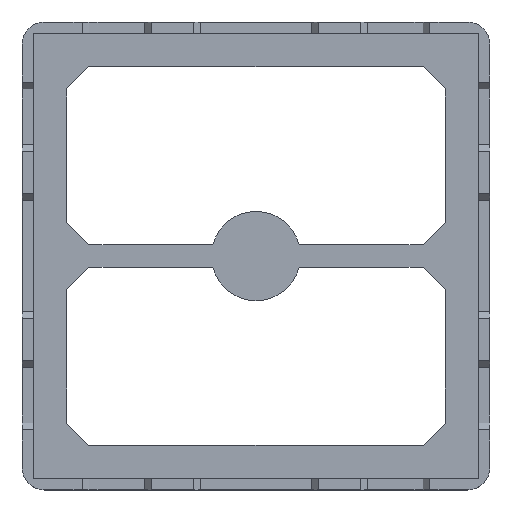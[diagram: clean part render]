
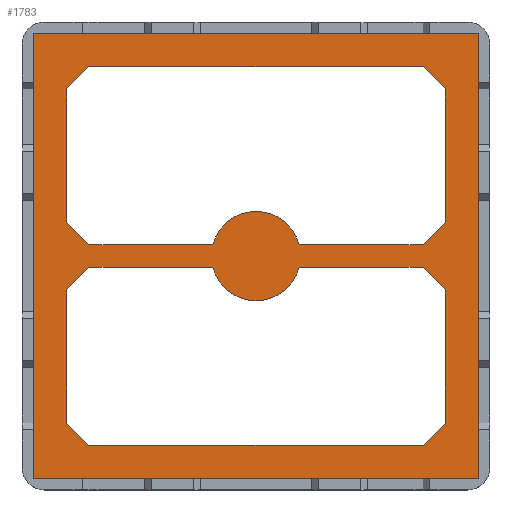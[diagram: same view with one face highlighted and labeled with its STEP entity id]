
A CAD part, top view. The second image highlights one B-rep face of the part: STEP entity #1783.
In plain terms, the highlighted planar face has unit normal (0, 0, 1).
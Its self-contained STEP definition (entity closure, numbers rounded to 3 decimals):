
#803 = VERTEX_POINT('',#804);
#804 = CARTESIAN_POINT('',(-10.,10.,0.5));
#810 = EDGE_CURVE('',#803,#811,#813,.T.);
#811 = VERTEX_POINT('',#812);
#812 = CARTESIAN_POINT('',(10.,10.,0.5));
#813 = LINE('',#814,#815);
#814 = CARTESIAN_POINT('',(-10.,10.,0.5));
#815 = VECTOR('',#816,1.);
#816 = DIRECTION('',(1.,0.,0.));
#852 = EDGE_CURVE('',#811,#853,#855,.T.);
#853 = VERTEX_POINT('',#854);
#854 = CARTESIAN_POINT('',(10.,-10.,0.5));
#855 = LINE('',#856,#857);
#856 = CARTESIAN_POINT('',(10.,10.,0.5));
#857 = VECTOR('',#858,1.);
#858 = DIRECTION('',(0.,-1.,0.));
#1637 = VERTEX_POINT('',#1638);
#1638 = CARTESIAN_POINT('',(-10.,-10.,0.5));
#1644 = EDGE_CURVE('',#1637,#803,#1645,.T.);
#1645 = LINE('',#1646,#1647);
#1646 = CARTESIAN_POINT('',(-10.,-10.,0.5));
#1647 = VECTOR('',#1648,1.);
#1648 = DIRECTION('',(0.,1.,0.));
#1783 = ADVANCED_FACE('',(#1784,#1795,#1878),#1961,.F.);
#1784 = FACE_BOUND('',#1785,.F.);
#1785 = EDGE_LOOP('',(#1786,#1787,#1788,#1794));
#1786 = ORIENTED_EDGE('',*,*,#810,.T.);
#1787 = ORIENTED_EDGE('',*,*,#852,.T.);
#1788 = ORIENTED_EDGE('',*,*,#1789,.T.);
#1789 = EDGE_CURVE('',#853,#1637,#1790,.T.);
#1790 = LINE('',#1791,#1792);
#1791 = CARTESIAN_POINT('',(10.,-10.,0.5));
#1792 = VECTOR('',#1793,1.);
#1793 = DIRECTION('',(-1.,0.,0.));
#1794 = ORIENTED_EDGE('',*,*,#1644,.T.);
#1795 = FACE_BOUND('',#1796,.F.);
#1796 = EDGE_LOOP('',(#1797,#1807,#1815,#1823,#1831,#1839,#1847,#1856,
    #1864,#1872));
#1797 = ORIENTED_EDGE('',*,*,#1798,.F.);
#1798 = EDGE_CURVE('',#1799,#1801,#1803,.T.);
#1799 = VERTEX_POINT('',#1800);
#1800 = CARTESIAN_POINT('',(-7.5,-8.5,0.5));
#1801 = VERTEX_POINT('',#1802);
#1802 = CARTESIAN_POINT('',(-8.5,-7.5,0.5));
#1803 = LINE('',#1804,#1805);
#1804 = CARTESIAN_POINT('',(-8.25,-7.75,0.5));
#1805 = VECTOR('',#1806,1.);
#1806 = DIRECTION('',(-0.707,0.707,0.));
#1807 = ORIENTED_EDGE('',*,*,#1808,.F.);
#1808 = EDGE_CURVE('',#1809,#1799,#1811,.T.);
#1809 = VERTEX_POINT('',#1810);
#1810 = CARTESIAN_POINT('',(7.5,-8.5,0.5));
#1811 = LINE('',#1812,#1813);
#1812 = CARTESIAN_POINT('',(-3.75,-8.5,0.5));
#1813 = VECTOR('',#1814,1.);
#1814 = DIRECTION('',(-1.,0.,0.));
#1815 = ORIENTED_EDGE('',*,*,#1816,.F.);
#1816 = EDGE_CURVE('',#1817,#1809,#1819,.T.);
#1817 = VERTEX_POINT('',#1818);
#1818 = CARTESIAN_POINT('',(8.5,-7.5,0.5));
#1819 = LINE('',#1820,#1821);
#1820 = CARTESIAN_POINT('',(7.75,-8.25,0.5));
#1821 = VECTOR('',#1822,1.);
#1822 = DIRECTION('',(-0.707,-0.707,0.));
#1823 = ORIENTED_EDGE('',*,*,#1824,.F.);
#1824 = EDGE_CURVE('',#1825,#1817,#1827,.T.);
#1825 = VERTEX_POINT('',#1826);
#1826 = CARTESIAN_POINT('',(8.5,-1.5,0.5));
#1827 = LINE('',#1828,#1829);
#1828 = CARTESIAN_POINT('',(8.5,-3.75,0.5));
#1829 = VECTOR('',#1830,1.);
#1830 = DIRECTION('',(0.,-1.,0.));
#1831 = ORIENTED_EDGE('',*,*,#1832,.F.);
#1832 = EDGE_CURVE('',#1833,#1825,#1835,.T.);
#1833 = VERTEX_POINT('',#1834);
#1834 = CARTESIAN_POINT('',(7.5,-0.5,0.5));
#1835 = LINE('',#1836,#1837);
#1836 = CARTESIAN_POINT('',(6.,1.,0.5));
#1837 = VECTOR('',#1838,1.);
#1838 = DIRECTION('',(0.707,-0.707,0.));
#1839 = ORIENTED_EDGE('',*,*,#1840,.F.);
#1840 = EDGE_CURVE('',#1841,#1833,#1843,.T.);
#1841 = VERTEX_POINT('',#1842);
#1842 = CARTESIAN_POINT('',(1.936,-0.5,0.5));
#1843 = LINE('',#1844,#1845);
#1844 = CARTESIAN_POINT('',(3.75,-0.5,0.5));
#1845 = VECTOR('',#1846,1.);
#1846 = DIRECTION('',(1.,0.,0.));
#1847 = ORIENTED_EDGE('',*,*,#1848,.T.);
#1848 = EDGE_CURVE('',#1841,#1849,#1851,.T.);
#1849 = VERTEX_POINT('',#1850);
#1850 = CARTESIAN_POINT('',(-1.936,-0.5,0.5));
#1851 = CIRCLE('',#1852,2.);
#1852 = AXIS2_PLACEMENT_3D('',#1853,#1854,#1855);
#1853 = CARTESIAN_POINT('',(0.,0.,0.5));
#1854 = DIRECTION('',(0.,0.,-1.));
#1855 = DIRECTION('',(1.,0.,0.));
#1856 = ORIENTED_EDGE('',*,*,#1857,.T.);
#1857 = EDGE_CURVE('',#1849,#1858,#1860,.T.);
#1858 = VERTEX_POINT('',#1859);
#1859 = CARTESIAN_POINT('',(-7.5,-0.5,0.5));
#1860 = LINE('',#1861,#1862);
#1861 = CARTESIAN_POINT('',(-3.75,-0.5,0.5));
#1862 = VECTOR('',#1863,1.);
#1863 = DIRECTION('',(-1.,0.,0.));
#1864 = ORIENTED_EDGE('',*,*,#1865,.T.);
#1865 = EDGE_CURVE('',#1858,#1866,#1868,.T.);
#1866 = VERTEX_POINT('',#1867);
#1867 = CARTESIAN_POINT('',(-8.5,-1.5,0.5));
#1868 = LINE('',#1869,#1870);
#1869 = CARTESIAN_POINT('',(-6.,1.,0.5));
#1870 = VECTOR('',#1871,1.);
#1871 = DIRECTION('',(-0.707,-0.707,0.));
#1872 = ORIENTED_EDGE('',*,*,#1873,.T.);
#1873 = EDGE_CURVE('',#1866,#1801,#1874,.T.);
#1874 = LINE('',#1875,#1876);
#1875 = CARTESIAN_POINT('',(-8.5,-3.75,0.5));
#1876 = VECTOR('',#1877,1.);
#1877 = DIRECTION('',(0.,-1.,0.));
#1878 = FACE_BOUND('',#1879,.F.);
#1879 = EDGE_LOOP('',(#1880,#1890,#1898,#1906,#1915,#1923,#1931,#1939,
    #1947,#1955));
#1880 = ORIENTED_EDGE('',*,*,#1881,.F.);
#1881 = EDGE_CURVE('',#1882,#1884,#1886,.T.);
#1882 = VERTEX_POINT('',#1883);
#1883 = CARTESIAN_POINT('',(-8.5,1.5,0.5));
#1884 = VERTEX_POINT('',#1885);
#1885 = CARTESIAN_POINT('',(-8.5,7.5,0.5));
#1886 = LINE('',#1887,#1888);
#1887 = CARTESIAN_POINT('',(-8.5,3.75,0.5));
#1888 = VECTOR('',#1889,1.);
#1889 = DIRECTION('',(0.,1.,0.));
#1890 = ORIENTED_EDGE('',*,*,#1891,.F.);
#1891 = EDGE_CURVE('',#1892,#1882,#1894,.T.);
#1892 = VERTEX_POINT('',#1893);
#1893 = CARTESIAN_POINT('',(-7.5,0.5,0.5));
#1894 = LINE('',#1895,#1896);
#1895 = CARTESIAN_POINT('',(-6.,-1.,0.5));
#1896 = VECTOR('',#1897,1.);
#1897 = DIRECTION('',(-0.707,0.707,0.));
#1898 = ORIENTED_EDGE('',*,*,#1899,.F.);
#1899 = EDGE_CURVE('',#1900,#1892,#1902,.T.);
#1900 = VERTEX_POINT('',#1901);
#1901 = CARTESIAN_POINT('',(-1.936,0.5,0.5));
#1902 = LINE('',#1903,#1904);
#1903 = CARTESIAN_POINT('',(-3.75,0.5,0.5));
#1904 = VECTOR('',#1905,1.);
#1905 = DIRECTION('',(-1.,0.,0.));
#1906 = ORIENTED_EDGE('',*,*,#1907,.T.);
#1907 = EDGE_CURVE('',#1900,#1908,#1910,.T.);
#1908 = VERTEX_POINT('',#1909);
#1909 = CARTESIAN_POINT('',(1.936,0.5,0.5));
#1910 = CIRCLE('',#1911,2.);
#1911 = AXIS2_PLACEMENT_3D('',#1912,#1913,#1914);
#1912 = CARTESIAN_POINT('',(0.,0.,0.5));
#1913 = DIRECTION('',(0.,0.,-1.));
#1914 = DIRECTION('',(1.,0.,0.));
#1915 = ORIENTED_EDGE('',*,*,#1916,.T.);
#1916 = EDGE_CURVE('',#1908,#1917,#1919,.T.);
#1917 = VERTEX_POINT('',#1918);
#1918 = CARTESIAN_POINT('',(7.5,0.5,0.5));
#1919 = LINE('',#1920,#1921);
#1920 = CARTESIAN_POINT('',(3.75,0.5,0.5));
#1921 = VECTOR('',#1922,1.);
#1922 = DIRECTION('',(1.,0.,0.));
#1923 = ORIENTED_EDGE('',*,*,#1924,.T.);
#1924 = EDGE_CURVE('',#1917,#1925,#1927,.T.);
#1925 = VERTEX_POINT('',#1926);
#1926 = CARTESIAN_POINT('',(8.5,1.5,0.5));
#1927 = LINE('',#1928,#1929);
#1928 = CARTESIAN_POINT('',(6.,-1.,0.5));
#1929 = VECTOR('',#1930,1.);
#1930 = DIRECTION('',(0.707,0.707,0.));
#1931 = ORIENTED_EDGE('',*,*,#1932,.T.);
#1932 = EDGE_CURVE('',#1925,#1933,#1935,.T.);
#1933 = VERTEX_POINT('',#1934);
#1934 = CARTESIAN_POINT('',(8.5,7.5,0.5));
#1935 = LINE('',#1936,#1937);
#1936 = CARTESIAN_POINT('',(8.5,3.75,0.5));
#1937 = VECTOR('',#1938,1.);
#1938 = DIRECTION('',(0.,1.,0.));
#1939 = ORIENTED_EDGE('',*,*,#1940,.T.);
#1940 = EDGE_CURVE('',#1933,#1941,#1943,.T.);
#1941 = VERTEX_POINT('',#1942);
#1942 = CARTESIAN_POINT('',(7.5,8.5,0.5));
#1943 = LINE('',#1944,#1945);
#1944 = CARTESIAN_POINT('',(7.75,8.25,0.5));
#1945 = VECTOR('',#1946,1.);
#1946 = DIRECTION('',(-0.707,0.707,0.));
#1947 = ORIENTED_EDGE('',*,*,#1948,.T.);
#1948 = EDGE_CURVE('',#1941,#1949,#1951,.T.);
#1949 = VERTEX_POINT('',#1950);
#1950 = CARTESIAN_POINT('',(-7.5,8.5,0.5));
#1951 = LINE('',#1952,#1953);
#1952 = CARTESIAN_POINT('',(-3.75,8.5,0.5));
#1953 = VECTOR('',#1954,1.);
#1954 = DIRECTION('',(-1.,0.,0.));
#1955 = ORIENTED_EDGE('',*,*,#1956,.T.);
#1956 = EDGE_CURVE('',#1949,#1884,#1957,.T.);
#1957 = LINE('',#1958,#1959);
#1958 = CARTESIAN_POINT('',(-8.25,7.75,0.5));
#1959 = VECTOR('',#1960,1.);
#1960 = DIRECTION('',(-0.707,-0.707,0.));
#1961 = PLANE('',#1962);
#1962 = AXIS2_PLACEMENT_3D('',#1963,#1964,#1965);
#1963 = CARTESIAN_POINT('',(0.,0.,0.5));
#1964 = DIRECTION('',(-0.,-0.,-1.));
#1965 = DIRECTION('',(-1.,0.,0.));
